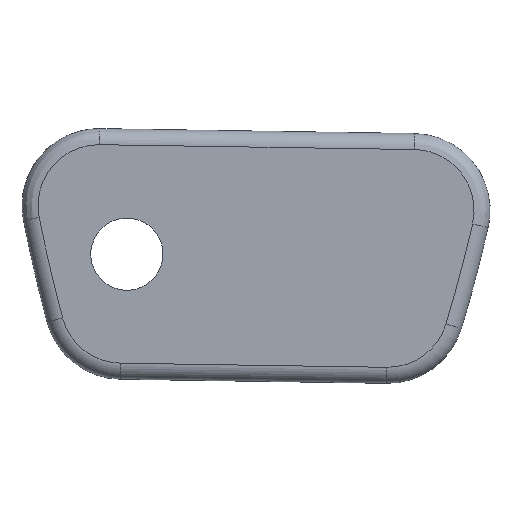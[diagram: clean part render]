
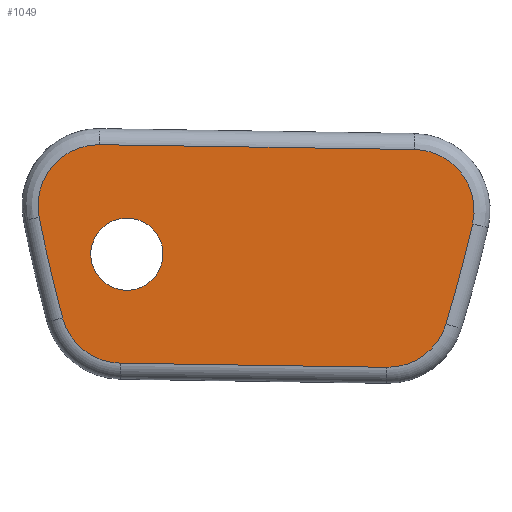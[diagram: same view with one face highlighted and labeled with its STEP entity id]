
A CAD part, left-side view. The second image highlights one B-rep face of the part: STEP entity #1049.
In plain terms, the highlighted planar face has unit normal (-1, 0, 0).
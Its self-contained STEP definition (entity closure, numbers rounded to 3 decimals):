
#25 = CIRCLE ( 'NONE', #859, 2.25 ) ;
#34 = VERTEX_POINT ( 'NONE', #1274 ) ;
#37 = DIRECTION ( 'NONE',  ( 1., 0., 0. ) ) ;
#42 = EDGE_LOOP ( 'NONE', ( #1394, #1387 ) ) ;
#92 = CIRCLE ( 'NONE', #2444, 98.846 ) ;
#111 = CIRCLE ( 'NONE', #311, 3.796 ) ;
#149 = PLANE ( 'NONE',  #2350 ) ;
#150 = DIRECTION ( 'NONE',  ( -1., 0., 0. ) ) ;
#157 = DIRECTION ( 'NONE',  ( -1., 0., 0. ) ) ;
#169 = CARTESIAN_POINT ( 'NONE',  ( -42.8, -55.772, 45.513 ) ) ;
#195 = CARTESIAN_POINT ( 'NONE',  ( -42.8, -54.365, 44.592 ) ) ;
#290 = CARTESIAN_POINT ( 'NONE',  ( -42.8, -150.335, 60.462 ) ) ;
#311 = AXIS2_PLACEMENT_3D ( 'NONE', #543, #150, #910 ) ;
#342 = VERTEX_POINT ( 'NONE', #1027 ) ;
#379 = CARTESIAN_POINT ( 'NONE',  ( -42.8, -58.449, 32.128 ) ) ;
#387 = CARTESIAN_POINT ( 'NONE',  ( -42.8, -53.326, 41.492 ) ) ;
#432 = CARTESIAN_POINT ( 'NONE',  ( -42.8, -75.04, 31.872 ) ) ;
#454 = CARTESIAN_POINT ( 'NONE',  ( -42.8, -80.385, 40.798 ) ) ;
#473 = DIRECTION ( 'NONE',  ( -1., 0., 0. ) ) ;
#507 = FACE_OUTER_BOUND ( 'NONE', #2392, .T. ) ;
#539 = CARTESIAN_POINT ( 'NONE',  ( -42.8, -56.588, 45.717 ) ) ;
#543 = CARTESIAN_POINT ( 'NONE',  ( -42.8, -58.507, 35.923 ) ) ;
#555 = DIRECTION ( 'NONE',  ( 0., 1., 0. ) ) ;
#559 = EDGE_CURVE ( 'NONE', #2270, #2329, #573, .T. ) ;
#564 = CARTESIAN_POINT ( 'NONE',  ( -42.8, -53.357, 42.616 ) ) ;
#566 = ORIENTED_EDGE ( 'NONE', *, *, #1519, .T. ) ;
#573 = LINE ( 'NONE', #1335, #1836 ) ;
#578 = VERTEX_POINT ( 'NONE', #1958 ) ;
#585 = CARTESIAN_POINT ( 'NONE',  ( -42.8, -55.258, 45.276 ) ) ;
#592 = CARTESIAN_POINT ( 'NONE',  ( -42.8, -78.865, 44.768 ) ) ;
#596 = VERTEX_POINT ( 'NONE', #432 ) ;
#602 = CARTESIAN_POINT ( 'NONE',  ( -42.8, -78.126, 45.169 ) ) ;
#645 = CARTESIAN_POINT ( 'NONE',  ( -42.8, -53.318, 42.332 ) ) ;
#686 = DIRECTION ( 'NONE',  ( 1., 0., 0. ) ) ;
#695 = EDGE_CURVE ( 'NONE', #1127, #34, #1073, .T. ) ;
#724 = B_SPLINE_CURVE_WITH_KNOTS ( 'NONE', 3,
 ( #454, #1176, #1007, #1943, #1782, #2357, #1019, #1745, #1967, #829, #1389, #592, #2150, #602, #1766, #2345, #2321, #1563 ),
 .UNSPECIFIED., .F., .F.,
 ( 4, 2, 2, 2, 2, 2, 2, 2, 4 ),
 ( 0., 0.001, 0.002, 0.003, 0.003, 0.004, 0.005, 0.006, 0.007 ),
 .UNSPECIFIED. ) ;
#726 = EDGE_CURVE ( 'NONE', #1833, #2386, #1669, .T. ) ;
#773 = CARTESIAN_POINT ( 'NONE',  ( -42.8, -54.007, 44.162 ) ) ;
#784 = DIRECTION ( 'NONE',  ( 0., 1., 0.015 ) ) ;
#815 = DIRECTION ( 'NONE',  ( 0., 0.995, 0.096 ) ) ;
#829 = CARTESIAN_POINT ( 'NONE',  ( -42.8, -79.501, 44.209 ) ) ;
#835 = DIRECTION ( 'NONE',  ( 0., 0.995, 0.096 ) ) ;
#845 = CARTESIAN_POINT ( 'NONE',  ( -42.8, -53.495, 43.16 ) ) ;
#859 = AXIS2_PLACEMENT_3D ( 'NONE', #984, #37, #815 ) ;
#874 = AXIS2_PLACEMENT_3D ( 'NONE', #1592, #686, #1035 ) ;
#899 = VECTOR ( 'NONE', #2020, 1000. ) ;
#910 = DIRECTION ( 'NONE',  ( 0., 0.995, 0.096 ) ) ;
#955 = CARTESIAN_POINT ( 'NONE',  ( -42.8, -53.594, 43.422 ) ) ;
#984 = CARTESIAN_POINT ( 'NONE',  ( -42.8, -58.85, 38.918 ) ) ;
#1007 = CARTESIAN_POINT ( 'NONE',  ( -42.8, -80.481, 41.359 ) ) ;
#1019 = CARTESIAN_POINT ( 'NONE',  ( -42.8, -80.238, 43.017 ) ) ;
#1027 = CARTESIAN_POINT ( 'NONE',  ( -42.8, -53.381, 41.214 ) ) ;
#1035 = DIRECTION ( 'NONE',  ( 0., 0.995, 0.096 ) ) ;
#1047 = CARTESIAN_POINT ( 'NONE',  ( -42.8, 15.93, 63.023 ) ) ;
#1049 = ADVANCED_FACE ( 'NONE', ( #2221, #507 ), #149, .F. ) ;
#1051 = DIRECTION ( 'NONE',  ( -1., 0., 0. ) ) ;
#1073 = CIRCLE ( 'NONE', #874, 2.25 ) ;
#1091 = CARTESIAN_POINT ( 'NONE',  ( -42.8, -75.098, 35.667 ) ) ;
#1107 = CARTESIAN_POINT ( 'NONE',  ( -42.8, -76.75, 45.439 ) ) ;
#1127 = VERTEX_POINT ( 'NONE', #2003 ) ;
#1139 = CARTESIAN_POINT ( 'NONE',  ( -42.8, -54.572, 44.791 ) ) ;
#1140 = ORIENTED_EDGE ( 'NONE', *, *, #1988, .T. ) ;
#1176 = CARTESIAN_POINT ( 'NONE',  ( -42.8, -80.449, 41.075 ) ) ;
#1205 = EDGE_CURVE ( 'NONE', #342, #578, #92, .T. ) ;
#1212 = ORIENTED_EDGE ( 'NONE', *, *, #1731, .T. ) ;
#1274 = CARTESIAN_POINT ( 'NONE',  ( -42.8, -58.634, 36.679 ) ) ;
#1301 = CARTESIAN_POINT ( 'NONE',  ( -42.8, -56.04, 45.601 ) ) ;
#1321 = CARTESIAN_POINT ( 'NONE',  ( -42.8, -78.734, 34.575 ) ) ;
#1335 = CARTESIAN_POINT ( 'NONE',  ( -42.8, -57.156, 45.741 ) ) ;
#1346 = CARTESIAN_POINT ( 'NONE',  ( -42.8, -55.018, 45.132 ) ) ;
#1387 = ORIENTED_EDGE ( 'NONE', *, *, #695, .T. ) ;
#1389 = CARTESIAN_POINT ( 'NONE',  ( -42.8, -79.304, 44.41 ) ) ;
#1394 = ORIENTED_EDGE ( 'NONE', *, *, #1960, .T. ) ;
#1398 = ORIENTED_EDGE ( 'NONE', *, *, #1205, .T. ) ;
#1420 = AXIS2_PLACEMENT_3D ( 'NONE', #1091, #157, #2440 ) ;
#1503 = CARTESIAN_POINT ( 'NONE',  ( -42.8, -80.385, 40.798 ) ) ;
#1519 = EDGE_CURVE ( 'NONE', #2351, #596, #1790, .T. ) ;
#1563 = CARTESIAN_POINT ( 'NONE',  ( -42.8, -76.75, 45.439 ) ) ;
#1592 = CARTESIAN_POINT ( 'NONE',  ( -42.8, -58.85, 38.918 ) ) ;
#1669 = CIRCLE ( 'NONE', #2185, 98.846 ) ;
#1678 = DIRECTION ( 'NONE',  ( 1., 0., 0. ) ) ;
#1715 = CARTESIAN_POINT ( 'NONE',  ( -42.8, -53.303, 41.772 ) ) ;
#1725 = EDGE_CURVE ( 'NONE', #596, #1833, #2304, .T. ) ;
#1731 = EDGE_CURVE ( 'NONE', #2329, #342, #2320, .T. ) ;
#1745 = CARTESIAN_POINT ( 'NONE',  ( -42.8, -79.998, 43.525 ) ) ;
#1766 = CARTESIAN_POINT ( 'NONE',  ( -42.8, -77.857, 45.267 ) ) ;
#1782 = CARTESIAN_POINT ( 'NONE',  ( -42.8, -80.452, 42.2 ) ) ;
#1790 = LINE ( 'NONE', #2401, #899 ) ;
#1813 = DIRECTION ( 'NONE',  ( 0., 0.995, 0.096 ) ) ;
#1825 = CARTESIAN_POINT ( 'NONE',  ( -42.8, -57.156, 45.741 ) ) ;
#1833 = VERTEX_POINT ( 'NONE', #1321 ) ;
#1836 = VECTOR ( 'NONE', #784, 1000. ) ;
#1878 = CARTESIAN_POINT ( 'NONE',  ( -42.8, -57.156, 45.741 ) ) ;
#1884 = ORIENTED_EDGE ( 'NONE', *, *, #2332, .T. ) ;
#1943 = CARTESIAN_POINT ( 'NONE',  ( -42.8, -80.482, 41.919 ) ) ;
#1958 = CARTESIAN_POINT ( 'NONE',  ( -42.8, -54.84, 34.943 ) ) ;
#1960 = EDGE_CURVE ( 'NONE', #34, #1127, #25, .T. ) ;
#1967 = CARTESIAN_POINT ( 'NONE',  ( -42.8, -79.847, 43.768 ) ) ;
#1988 = EDGE_CURVE ( 'NONE', #2386, #2270, #724, .T. ) ;
#2003 = CARTESIAN_POINT ( 'NONE',  ( -42.8, -59.066, 41.158 ) ) ;
#2020 = DIRECTION ( 'NONE',  ( 0., -1., -0.015 ) ) ;
#2093 = ORIENTED_EDGE ( 'NONE', *, *, #726, .T. ) ;
#2098 = CARTESIAN_POINT ( 'NONE',  ( -42.8, -53.852, 43.927 ) ) ;
#2150 = CARTESIAN_POINT ( 'NONE',  ( -42.8, -78.629, 44.919 ) ) ;
#2159 = ORIENTED_EDGE ( 'NONE', *, *, #559, .T. ) ;
#2185 = AXIS2_PLACEMENT_3D ( 'NONE', #1047, #473, #1813 ) ;
#2221 = FACE_BOUND ( 'NONE', #42, .T. ) ;
#2256 = CARTESIAN_POINT ( 'NONE',  ( -42.8, -56.872, 45.745 ) ) ;
#2268 = CARTESIAN_POINT ( 'NONE',  ( -42.8, 3.432, 6.566 ) ) ;
#2270 = VERTEX_POINT ( 'NONE', #1107 ) ;
#2280 = ORIENTED_EDGE ( 'NONE', *, *, #1725, .T. ) ;
#2301 = CARTESIAN_POINT ( 'NONE',  ( -42.8, -53.381, 41.214 ) ) ;
#2304 = CIRCLE ( 'NONE', #1420, 3.796 ) ;
#2320 = B_SPLINE_CURVE_WITH_KNOTS ( 'NONE', 3,
 ( #1878, #2256, #539, #1301, #169, #585, #1346, #1139, #195, #773, #2098, #955, #845, #564, #645, #1715, #387, #2301 ),
 .UNSPECIFIED., .F., .F.,
 ( 4, 2, 2, 2, 2, 2, 2, 2, 4 ),
 ( 0., 0.001, 0.002, 0.003, 0.003, 0.004, 0.005, 0.006, 0.007 ),
 .UNSPECIFIED. ) ;
#2321 = CARTESIAN_POINT ( 'NONE',  ( -42.8, -77.034, 45.435 ) ) ;
#2329 = VERTEX_POINT ( 'NONE', #1825 ) ;
#2332 = EDGE_CURVE ( 'NONE', #578, #2351, #111, .T. ) ;
#2345 = CARTESIAN_POINT ( 'NONE',  ( -42.8, -77.312, 45.399 ) ) ;
#2350 = AXIS2_PLACEMENT_3D ( 'NONE', #2268, #1678, #555 ) ;
#2351 = VERTEX_POINT ( 'NONE', #379 ) ;
#2357 = CARTESIAN_POINT ( 'NONE',  ( -42.8, -80.329, 42.752 ) ) ;
#2386 = VERTEX_POINT ( 'NONE', #1503 ) ;
#2392 = EDGE_LOOP ( 'NONE', ( #566, #2280, #2093, #1140, #2159, #1212, #1398, #1884 ) ) ;
#2401 = CARTESIAN_POINT ( 'NONE',  ( -42.8, 3.023, 33.075 ) ) ;
#2440 = DIRECTION ( 'NONE',  ( 0., 0.995, 0.096 ) ) ;
#2444 = AXIS2_PLACEMENT_3D ( 'NONE', #290, #1051, #835 ) ;
